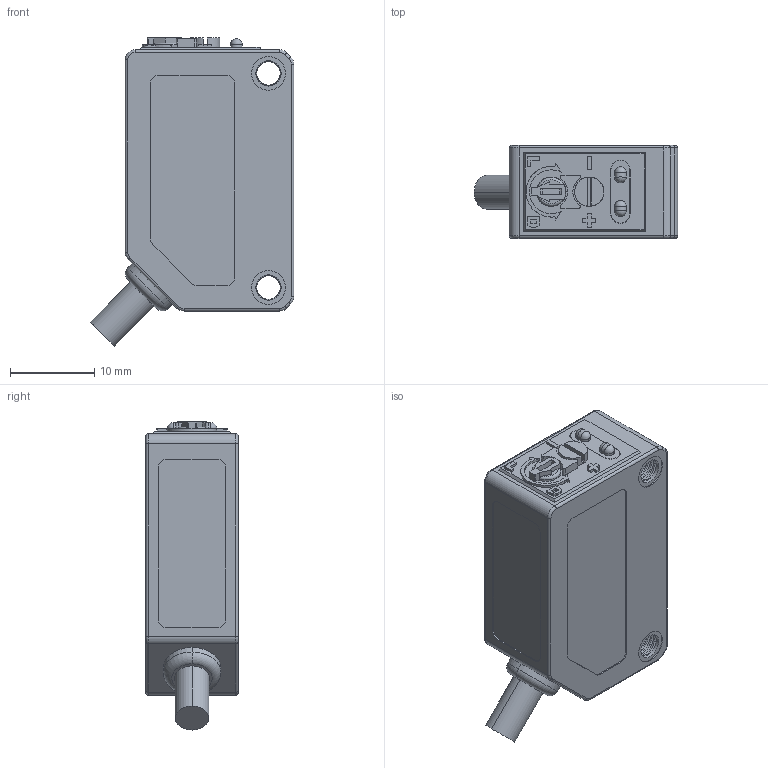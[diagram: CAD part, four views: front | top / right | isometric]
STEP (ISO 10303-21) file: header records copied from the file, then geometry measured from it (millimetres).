
FILE_DESCRIPTION((''),'2;1');
FILE_NAME('PRT0004','2022-03-03T',('EDY'),(''),'CREO PARAMETRIC BY PTC INC, 2018070','CREO PARAMETRIC BY PTC INC, 2018070','');
FILE_SCHEMA(('CONFIG_CONTROL_DESIGN'));
Length unit declared in the file: millimetre
Products named in the file (1): PRT0004
Bounding box: 24.14 x 11 x 36.54 mm (x, y, z)
Volume: 6531.7 mm3; surface area: 3057.1 mm2
Topology: 1 solids, 1 shells, 411 faces, 1109 edges, 731 vertices
Faces by surface type: plane 181, cylinder 178, bspline 28, torus 18, sphere 4, cone 2
Entity records: 18953 total; most frequent: CARTESIAN_POINT 8826, ORIENTED_EDGE 2210, DIRECTION 1925, EDGE_CURVE 1105, VERTEX_POINT 731, AXIS2_PLACEMENT_3D 655, VECTOR 615, LINE 615
